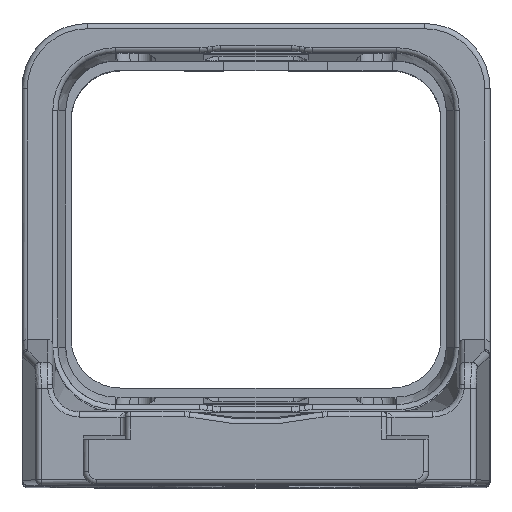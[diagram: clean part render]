
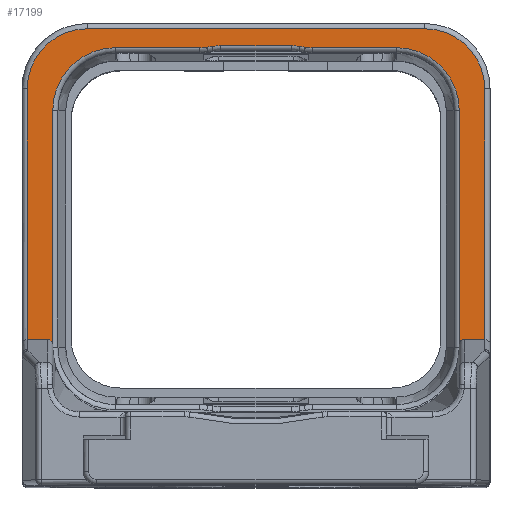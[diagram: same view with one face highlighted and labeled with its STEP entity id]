
A CAD part, top view. The second image highlights one B-rep face of the part: STEP entity #17199.
In plain terms, the highlighted planar face has unit normal (0, 0, 1).
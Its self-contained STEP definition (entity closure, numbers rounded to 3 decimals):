
#1=DIRECTION('',(0.,-1.,0.));
#2=VECTOR('',#1,8.96);
#3=CARTESIAN_POINT('',(-7.775,4.525,17.65));
#4=LINE('',#3,#2);
#5=DIRECTION('',(1.,0.,0.));
#6=VECTOR('',#5,0.775);
#7=CARTESIAN_POINT('',(-8.75,-4.234,17.65));
#8=LINE('',#7,#6);
#9=DIRECTION('',(0.,-1.,0.));
#10=VECTOR('',#9,9.584);
#11=CARTESIAN_POINT('',(-8.75,5.35,17.65));
#12=LINE('',#11,#10);
#13=CARTESIAN_POINT('',(-6.45,5.35,17.65));
#14=DIRECTION('',(0.,0.,1.));
#15=DIRECTION('',(0.,1.,0.));
#16=AXIS2_PLACEMENT_3D('',#13,#14,#15);
#18=DIRECTION('',(-1.,0.,0.));
#19=VECTOR('',#18,12.9);
#20=CARTESIAN_POINT('',(6.45,7.65,17.65));
#21=LINE('',#20,#19);
#22=CARTESIAN_POINT('',(6.45,5.35,17.65));
#23=DIRECTION('',(0.,0.,1.));
#24=DIRECTION('',(1.,0.,0.));
#25=AXIS2_PLACEMENT_3D('',#22,#23,#24);
#27=DIRECTION('',(0.,1.,0.));
#28=VECTOR('',#27,9.584);
#29=CARTESIAN_POINT('',(8.75,-4.234,17.65));
#30=LINE('',#29,#28);
#31=DIRECTION('',(-1.,0.,0.));
#32=VECTOR('',#31,0.775);
#33=CARTESIAN_POINT('',(8.75,-4.234,17.65));
#34=LINE('',#33,#32);
#35=DIRECTION('',(0.,1.,0.));
#36=VECTOR('',#35,8.96);
#37=CARTESIAN_POINT('',(7.775,-4.435,17.65));
#38=LINE('',#37,#36);
#39=CARTESIAN_POINT('',(5.375,4.525,17.65));
#40=DIRECTION('',(0.,0.,-1.));
#41=DIRECTION('',(0.,1.,0.));
#42=AXIS2_PLACEMENT_3D('',#39,#40,#41);
#44=DIRECTION('',(1.,0.,0.));
#45=VECTOR('',#44,3.226);
#46=CARTESIAN_POINT('',(2.149,6.925,17.65));
#47=LINE('',#46,#45);
#48=CARTESIAN_POINT('',(2.149,8.725,17.65));
#49=DIRECTION('',(0.,0.,1.));
#50=DIRECTION('',(-0.148,-0.989,0.));
#51=AXIS2_PLACEMENT_3D('',#48,#49,#50);
#53=DIRECTION('',(0.989,-0.148,0.));
#54=VECTOR('',#53,0.207);
#55=CARTESIAN_POINT('',(1.677,6.976,17.65));
#56=LINE('',#55,#54);
#57=CARTESIAN_POINT('',(1.351,4.8,17.65));
#58=DIRECTION('',(0.,0.,-1.));
#59=DIRECTION('',(0.,1.,0.));
#60=AXIS2_PLACEMENT_3D('',#57,#58,#59);
#62=DIRECTION('',(1.,0.,0.));
#63=VECTOR('',#62,2.702);
#64=CARTESIAN_POINT('',(-1.351,7.,17.65));
#65=LINE('',#64,#63);
#66=CARTESIAN_POINT('',(-1.351,4.8,17.65));
#67=DIRECTION('',(0.,0.,-1.));
#68=DIRECTION('',(-0.148,0.989,0.));
#69=AXIS2_PLACEMENT_3D('',#66,#67,#68);
#71=DIRECTION('',(0.989,0.148,0.));
#72=VECTOR('',#71,0.207);
#73=CARTESIAN_POINT('',(-1.882,6.945,17.65));
#74=LINE('',#73,#72);
#75=CARTESIAN_POINT('',(-2.149,8.725,17.65));
#76=DIRECTION('',(0.,0.,1.));
#77=DIRECTION('',(0.,-1.,0.));
#78=AXIS2_PLACEMENT_3D('',#75,#76,#77);
#80=DIRECTION('',(1.,0.,0.));
#81=VECTOR('',#80,3.226);
#82=CARTESIAN_POINT('',(-5.375,6.925,17.65));
#83=LINE('',#82,#81);
#84=CARTESIAN_POINT('',(-5.375,4.525,17.65));
#85=DIRECTION('',(0.,0.,-1.));
#86=DIRECTION('',(-1.,0.,0.));
#87=AXIS2_PLACEMENT_3D('',#84,#85,#86);
#171=CARTESIAN_POINT('',(7.775,-4.435,17.65));
#172=CARTESIAN_POINT('',(7.775,-4.418,17.65));
#173=CARTESIAN_POINT('',(7.779,-4.389,17.65));
#174=CARTESIAN_POINT('',(7.796,-4.339,17.65));
#175=CARTESIAN_POINT('',(7.831,-4.29,17.65));
#176=CARTESIAN_POINT('',(7.879,-4.255,17.65));
#177=CARTESIAN_POINT('',(7.929,-4.238,17.65));
#178=CARTESIAN_POINT('',(7.958,-4.234,17.65));
#179=CARTESIAN_POINT('',(7.975,-4.234,17.65));
#316=CARTESIAN_POINT('',(-7.975,-4.234,17.65));
#317=CARTESIAN_POINT('',(-7.958,-4.234,17.65));
#318=CARTESIAN_POINT('',(-7.929,-4.238,17.65));
#319=CARTESIAN_POINT('',(-7.879,-4.255,17.65));
#320=CARTESIAN_POINT('',(-7.831,-4.29,17.65));
#321=CARTESIAN_POINT('',(-7.796,-4.339,17.65));
#322=CARTESIAN_POINT('',(-7.779,-4.389,17.65));
#323=CARTESIAN_POINT('',(-7.775,-4.418,17.65));
#324=CARTESIAN_POINT('',(-7.775,-4.435,17.65));
#15928=CARTESIAN_POINT('',(-8.75,5.35,17.65));
#15929=CARTESIAN_POINT('',(-8.75,-4.234,17.65));
#15930=VERTEX_POINT('',#15928);
#15931=VERTEX_POINT('',#15929);
#15936=CARTESIAN_POINT('',(-6.45,7.65,17.65));
#15937=VERTEX_POINT('',#15936);
#15940=CARTESIAN_POINT('',(6.45,7.65,17.65));
#15941=VERTEX_POINT('',#15940);
#15944=CARTESIAN_POINT('',(8.75,5.35,17.65));
#15945=VERTEX_POINT('',#15944);
#15948=CARTESIAN_POINT('',(8.75,-4.234,17.65));
#15949=VERTEX_POINT('',#15948);
#16108=CARTESIAN_POINT('',(-7.975,-4.234,17.65));
#16109=VERTEX_POINT('',#16108);
#16190=CARTESIAN_POINT('',(-7.775,-4.435,17.65));
#16192=VERTEX_POINT('',#16190);
#16233=CARTESIAN_POINT('',(7.775,-4.435,17.65));
#16234=VERTEX_POINT('',#16233);
#16237=CARTESIAN_POINT('',(5.375,6.925,17.65));
#16238=CARTESIAN_POINT('',(7.775,4.525,17.65));
#16239=VERTEX_POINT('',#16237);
#16240=VERTEX_POINT('',#16238);
#16243=CARTESIAN_POINT('',(2.149,6.925,17.65));
#16244=VERTEX_POINT('',#16243);
#16247=CARTESIAN_POINT('',(1.882,6.945,17.65));
#16248=VERTEX_POINT('',#16247);
#16251=CARTESIAN_POINT('',(1.677,6.976,17.65));
#16252=VERTEX_POINT('',#16251);
#16255=CARTESIAN_POINT('',(1.351,7.,17.65));
#16256=VERTEX_POINT('',#16255);
#16259=CARTESIAN_POINT('',(-1.351,7.,17.65));
#16260=VERTEX_POINT('',#16259);
#16263=CARTESIAN_POINT('',(-1.677,6.976,17.65));
#16264=VERTEX_POINT('',#16263);
#16267=CARTESIAN_POINT('',(-1.882,6.945,17.65));
#16268=VERTEX_POINT('',#16267);
#16271=CARTESIAN_POINT('',(-2.149,6.925,17.65));
#16272=VERTEX_POINT('',#16271);
#16275=CARTESIAN_POINT('',(-5.375,6.925,17.65));
#16276=VERTEX_POINT('',#16275);
#16279=CARTESIAN_POINT('',(-7.775,4.525,17.65));
#16280=VERTEX_POINT('',#16279);
#16299=CARTESIAN_POINT('',(7.975,-4.234,17.65));
#16300=VERTEX_POINT('',#16299);
#17148=CARTESIAN_POINT('',(0.,0.,17.65));
#17149=DIRECTION('',(0.,0.,1.));
#17150=DIRECTION('',(1.,0.,0.));
#17151=AXIS2_PLACEMENT_3D('',#17148,#17149,#17150);
#17152=PLANE('',#17151);
#17154=ORIENTED_EDGE('',*,*,#17153,.T.);
#17156=ORIENTED_EDGE('',*,*,#17155,.F.);
#17158=ORIENTED_EDGE('',*,*,#17157,.F.);
#17160=ORIENTED_EDGE('',*,*,#17159,.F.);
#17162=ORIENTED_EDGE('',*,*,#17161,.F.);
#17164=ORIENTED_EDGE('',*,*,#17163,.F.);
#17166=ORIENTED_EDGE('',*,*,#17165,.F.);
#17168=ORIENTED_EDGE('',*,*,#17167,.F.);
#17170=ORIENTED_EDGE('',*,*,#17169,.T.);
#17172=ORIENTED_EDGE('',*,*,#17171,.F.);
#17174=ORIENTED_EDGE('',*,*,#17173,.T.);
#17176=ORIENTED_EDGE('',*,*,#17175,.F.);
#17178=ORIENTED_EDGE('',*,*,#17177,.F.);
#17180=ORIENTED_EDGE('',*,*,#17179,.F.);
#17182=ORIENTED_EDGE('',*,*,#17181,.F.);
#17184=ORIENTED_EDGE('',*,*,#17183,.F.);
#17186=ORIENTED_EDGE('',*,*,#17185,.F.);
#17188=ORIENTED_EDGE('',*,*,#17187,.F.);
#17190=ORIENTED_EDGE('',*,*,#17189,.F.);
#17192=ORIENTED_EDGE('',*,*,#17191,.F.);
#17194=ORIENTED_EDGE('',*,*,#17193,.F.);
#17196=ORIENTED_EDGE('',*,*,#17195,.F.);
#17197=EDGE_LOOP('',(#17154,#17156,#17158,#17160,#17162,#17164,#17166,#17168,
#17170,#17172,#17174,#17176,#17178,#17180,#17182,#17184,#17186,#17188,#17190,
#17192,#17194,#17196));
#17198=FACE_OUTER_BOUND('',#17197,.F.);
#17199=ADVANCED_FACE('',(#17198),#17152,.T.);
#17=CIRCLE('',#16,2.3);
#26=CIRCLE('',#25,2.3);
#43=CIRCLE('',#42,2.4);
#52=CIRCLE('',#51,1.8);
#61=CIRCLE('',#60,2.2);
#70=CIRCLE('',#69,2.2);
#79=CIRCLE('',#78,1.8);
#88=CIRCLE('',#87,2.4);
#180=B_SPLINE_CURVE_WITH_KNOTS('',3,(#171,#172,#173,#174,#175,#176,#177,#178,
#179),.UNSPECIFIED.,.F.,.F.,(4,1,1,1,1,1,4),(0.,0.125,0.25,0.5,0.75,
0.875,1.),.UNSPECIFIED.);
#325=B_SPLINE_CURVE_WITH_KNOTS('',3,(#316,#317,#318,#319,#320,#321,#322,#323,
#324),.UNSPECIFIED.,.F.,.F.,(4,1,1,1,1,1,4),(0.,0.125,0.25,0.5,0.75,
0.875,1.),.UNSPECIFIED.);
#17153=EDGE_CURVE('',#16280,#16192,#4,.T.);
#17155=EDGE_CURVE('',#16109,#16192,#325,.T.);
#17157=EDGE_CURVE('',#15931,#16109,#8,.T.);
#17159=EDGE_CURVE('',#15930,#15931,#12,.T.);
#17161=EDGE_CURVE('',#15937,#15930,#17,.T.);
#17163=EDGE_CURVE('',#15941,#15937,#21,.T.);
#17165=EDGE_CURVE('',#15945,#15941,#26,.T.);
#17167=EDGE_CURVE('',#15949,#15945,#30,.T.);
#17169=EDGE_CURVE('',#15949,#16300,#34,.T.);
#17171=EDGE_CURVE('',#16234,#16300,#180,.T.);
#17173=EDGE_CURVE('',#16234,#16240,#38,.T.);
#17175=EDGE_CURVE('',#16239,#16240,#43,.T.);
#17177=EDGE_CURVE('',#16244,#16239,#47,.T.);
#17179=EDGE_CURVE('',#16248,#16244,#52,.T.);
#17181=EDGE_CURVE('',#16252,#16248,#56,.T.);
#17183=EDGE_CURVE('',#16256,#16252,#61,.T.);
#17185=EDGE_CURVE('',#16260,#16256,#65,.T.);
#17187=EDGE_CURVE('',#16264,#16260,#70,.T.);
#17189=EDGE_CURVE('',#16268,#16264,#74,.T.);
#17191=EDGE_CURVE('',#16272,#16268,#79,.T.);
#17193=EDGE_CURVE('',#16276,#16272,#83,.T.);
#17195=EDGE_CURVE('',#16280,#16276,#88,.T.);
